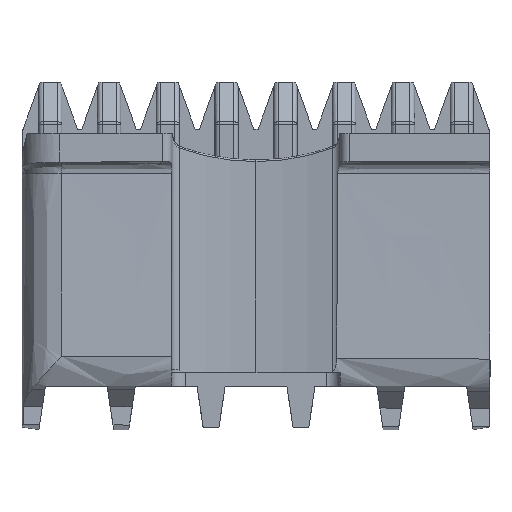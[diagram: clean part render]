
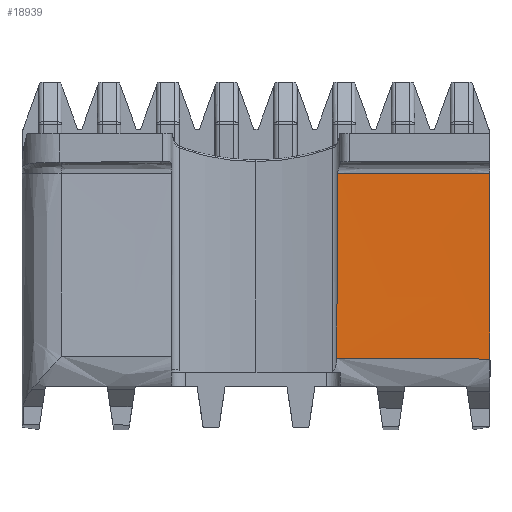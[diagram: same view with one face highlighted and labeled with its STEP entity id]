
A CAD part, top view. The second image highlights one B-rep face of the part: STEP entity #18939.
In plain terms, the highlighted free-form (B-spline) face has degree [3, 3] with [4, 4] control points.
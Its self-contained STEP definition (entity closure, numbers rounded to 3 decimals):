
#389 = CARTESIAN_POINT ( 'NONE',  ( 19.542, 1.938, 11.43 ) ) ;
#606 = VERTEX_POINT ( 'NONE', #14073 ) ;
#1120 = CARTESIAN_POINT ( 'NONE',  ( 59.375, 66.271, 11.388 ) ) ;
#1563 = CARTESIAN_POINT ( 'NONE',  ( 24.134, 21.717, 11.444 ) ) ;
#2600 = CARTESIAN_POINT ( 'NONE',  ( 25., 15.114, 11.315 ) ) ;
#2871 = CARTESIAN_POINT ( 'NONE',  ( 22.402, 21.716, 11.52 ) ) ;
#2907 = CARTESIAN_POINT ( 'NONE',  ( 19.792, -0.157, 11.396 ) ) ;
#4175 = CARTESIAN_POINT ( 'NONE',  ( 25., 8.509, 11.223 ) ) ;
#4196 = CARTESIAN_POINT ( 'NONE',  ( -59.375, 67.099, 13.598 ) ) ;
#4379 = CARTESIAN_POINT ( 'NONE',  ( -59.375, 133.729, 11.388 ) ) ;
#4574 = VERTEX_POINT ( 'NONE', #11499 ) ;
#4915 = CARTESIAN_POINT ( 'NONE',  ( 8.625, 2.01, 12.028 ) ) ;
#5346 = CARTESIAN_POINT ( 'NONE',  ( 8.717, 20.373, 12.111 ) ) ;
#5579 = CARTESIAN_POINT ( 'NONE',  ( 59.375, -0.359, 9.178 ) ) ;
#5685 = CARTESIAN_POINT ( 'NONE',  ( 19.792, 66.55, 12.126 ) ) ;
#5840 = CARTESIAN_POINT ( 'NONE',  ( 18.939, 21.714, 11.671 ) ) ;
#6040 = CARTESIAN_POINT ( 'NONE',  ( 9.819, 21.707, 12.069 ) ) ;
#6131 = CARTESIAN_POINT ( 'NONE',  ( 12.012, 21.709, 11.973 ) ) ;
#6478 = B_SPLINE_CURVE_WITH_KNOTS ( 'NONE', 3,
 ( #12045, #1563, #19436, #2871, #5840, #8887, #6131, #13419, #6040, #14915 ),
 .UNSPECIFIED., .F., .F.,
 ( 4, 3, 3, 4 ),
 ( 0., 0.003, 0.013, 0.016 ),
 .UNSPECIFIED. ) ;
#6566 = B_SPLINE_CURVE_WITH_KNOTS ( 'NONE', 3,
 ( #7037, #4175, #2600, #8611 ),
 .UNSPECIFIED., .F., .F.,
 ( 4, 4 ),
 ( 0.002, 0.022 ),
 .UNSPECIFIED. ) ;
#6767 = CARTESIAN_POINT ( 'NONE',  ( -59.375, 200.359, 9.178 ) ) ;
#7037 = CARTESIAN_POINT ( 'NONE',  ( 25., 1.904, 11.131 ) ) ;
#8146 = B_SPLINE_CURVE_WITH_KNOTS ( 'NONE', 3,
 ( #9367, #12439, #389, #17095 ),
 .UNSPECIFIED., .F., .F.,
 ( 4, 4 ),
 ( 0.029, 0.046 ),
 .UNSPECIFIED. ) ;
#8303 = CARTESIAN_POINT ( 'NONE',  ( 8.723, 21.706, 12.117 ) ) ;
#8316 = CARTESIAN_POINT ( 'NONE',  ( 25., 21.718, 11.407 ) ) ;
#8395 = CARTESIAN_POINT ( 'NONE',  ( 8.689, 14.373, 12.083 ) ) ;
#8561 = EDGE_CURVE ( 'NONE', #4574, #13233, #18407, .T. ) ;
#8611 = CARTESIAN_POINT ( 'NONE',  ( 25., 21.718, 11.407 ) ) ;
#8714 = ORIENTED_EDGE ( 'NONE', *, *, #17066, .T. ) ;
#8729 = CARTESIAN_POINT ( 'NONE',  ( -19.792, 200.157, 11.396 ) ) ;
#8828 = CARTESIAN_POINT ( 'NONE',  ( -19.792, 66.827, 12.861 ) ) ;
#8887 = CARTESIAN_POINT ( 'NONE',  ( 15.476, 21.711, 11.822 ) ) ;
#8919 = CARTESIAN_POINT ( 'NONE',  ( 59.375, 132.901, 13.598 ) ) ;
#9235 = CARTESIAN_POINT ( 'NONE',  ( 8.643, 5.242, 12.042 ) ) ;
#9367 = CARTESIAN_POINT ( 'NONE',  ( 8.625, 2.01, 12.028 ) ) ;
#9705 = FACE_OUTER_BOUND ( 'NONE', #14077, .T. ) ;
#9872 = CARTESIAN_POINT ( 'NONE',  ( 8.714, 19.706, 12.108 ) ) ;
#10059 = ORIENTED_EDGE ( 'NONE', *, *, #19033, .T. ) ;
#10625 = EDGE_CURVE ( 'NONE', #606, #17894, #6566, .T. ) ;
#11016 = B_SPLINE_SURFACE_WITH_KNOTS ( 'NONE', 3, 3, ( 
 ( #6767, #8729, #14755, #19381 ),
 ( #4379, #13264, #11796, #8919 ),
 ( #4196, #8828, #5685, #1120 ),
 ( #11984, #11700, #2907, #5579 ) ),
 .UNSPECIFIED., .F., .F., .F.,
 ( 4, 4 ),
 ( 4, 4 ),
 ( -0.2, 0. ),
 ( 0., 0.119 ),
 .UNSPECIFIED. ) ;
#11499 = CARTESIAN_POINT ( 'NONE',  ( 8.723, 21.706, 12.117 ) ) ;
#11700 = CARTESIAN_POINT ( 'NONE',  ( -19.792, 0.119, 13.608 ) ) ;
#11796 = CARTESIAN_POINT ( 'NONE',  ( 19.792, 133.174, 12.861 ) ) ;
#11984 = CARTESIAN_POINT ( 'NONE',  ( -59.375, 0.469, 15.809 ) ) ;
#11992 = CARTESIAN_POINT ( 'NONE',  ( 8.625, 2.01, 12.028 ) ) ;
#12045 = CARTESIAN_POINT ( 'NONE',  ( 25., 21.718, 11.407 ) ) ;
#12439 = CARTESIAN_POINT ( 'NONE',  ( 14.084, 1.974, 11.729 ) ) ;
#12821 = CARTESIAN_POINT ( 'NONE',  ( 8.72, 21.04, 12.114 ) ) ;
#13233 = VERTEX_POINT ( 'NONE', #11992 ) ;
#13264 = CARTESIAN_POINT ( 'NONE',  ( -19.792, 133.449, 12.126 ) ) ;
#13419 = CARTESIAN_POINT ( 'NONE',  ( 10.916, 21.708, 12.021 ) ) ;
#14073 = CARTESIAN_POINT ( 'NONE',  ( 25., 1.904, 11.131 ) ) ;
#14077 = EDGE_LOOP ( 'NONE', ( #8714, #16180, #10059, #18295 ) ) ;
#14755 = CARTESIAN_POINT ( 'NONE',  ( 19.792, 199.88, 13.608 ) ) ;
#14915 = CARTESIAN_POINT ( 'NONE',  ( 8.723, 21.706, 12.117 ) ) ;
#15380 = CARTESIAN_POINT ( 'NONE',  ( 8.676, 11.706, 12.071 ) ) ;
#15924 = CARTESIAN_POINT ( 'NONE',  ( 8.702, 17.04, 12.095 ) ) ;
#16180 = ORIENTED_EDGE ( 'NONE', *, *, #8561, .T. ) ;
#17066 = EDGE_CURVE ( 'NONE', #17894, #4574, #6478, .T. ) ;
#17095 = CARTESIAN_POINT ( 'NONE',  ( 25., 1.904, 11.131 ) ) ;
#17894 = VERTEX_POINT ( 'NONE', #8316 ) ;
#18295 = ORIENTED_EDGE ( 'NONE', *, *, #10625, .T. ) ;
#18407 = B_SPLINE_CURVE_WITH_KNOTS ( 'NONE', 3,
 ( #8303, #12821, #5346, #9872, #15924, #8395, #15380, #18424, #9235, #4915 ),
 .UNSPECIFIED., .F., .F.,
 ( 4, 3, 3, 4 ),
 ( 0., 0.002, 0.01, 0.02 ),
 .UNSPECIFIED. ) ;
#18424 = CARTESIAN_POINT ( 'NONE',  ( 8.66, 8.474, 12.057 ) ) ;
#18939 = ADVANCED_FACE ( 'NONE', ( #9705 ), #11016, .T. ) ;
#19033 = EDGE_CURVE ( 'NONE', #13233, #606, #8146, .T. ) ;
#19381 = CARTESIAN_POINT ( 'NONE',  ( 59.375, 199.531, 15.809 ) ) ;
#19436 = CARTESIAN_POINT ( 'NONE',  ( 23.268, 21.717, 11.482 ) ) ;
